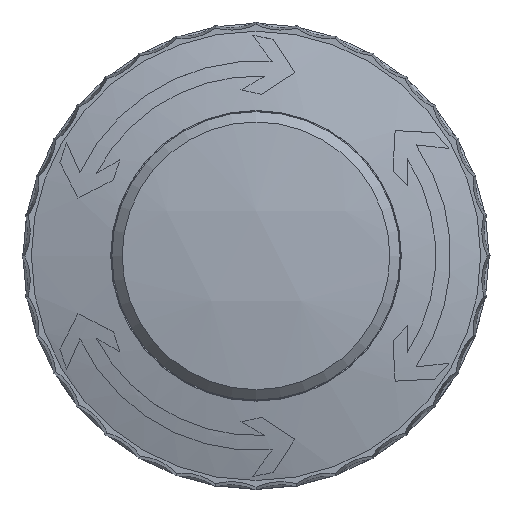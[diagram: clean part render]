
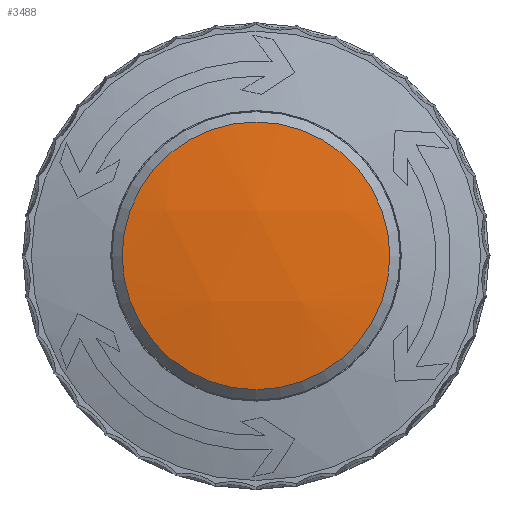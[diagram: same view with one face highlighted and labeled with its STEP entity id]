
A CAD part, top view. The second image highlights one B-rep face of the part: STEP entity #3488.
In plain terms, the highlighted spherical face has radius 42.3 mm.
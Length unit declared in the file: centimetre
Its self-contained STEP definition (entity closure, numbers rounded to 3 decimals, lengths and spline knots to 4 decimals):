
#473=SPHERICAL_SURFACE('',#3735,4.23);
#634=FACE_OUTER_BOUND('',#871,.T.);
#871=EDGE_LOOP('',(#2314));
#1156=CIRCLE('',#3733,0.7148);
#1423=VERTEX_POINT('',#5470);
#1784=EDGE_CURVE('',#1423,#1423,#1156,.T.);
#2314=ORIENTED_EDGE('',*,*,#1784,.F.);
#3488=ADVANCED_FACE('',(#634),#473,.T.);
#3733=AXIS2_PLACEMENT_3D('',#5471,#4255,#4256);
#3735=AXIS2_PLACEMENT_3D('',#5473,#4259,#4260);
#4255=DIRECTION('center_axis',(0.,0.,
-1.));
#4256=DIRECTION('ref_axis',(1.,0.,0.));
#4259=DIRECTION('center_axis',(0.,-1.,0.));
#4260=DIRECTION('ref_axis',(1.,0.,0.));
#5470=CARTESIAN_POINT('',(0.7694,1.1618,8.3969));
#5471=CARTESIAN_POINT('Origin',(0.0545,1.1618,8.3969));
#5473=CARTESIAN_POINT('Origin',(0.0545,1.1618,4.2277));
